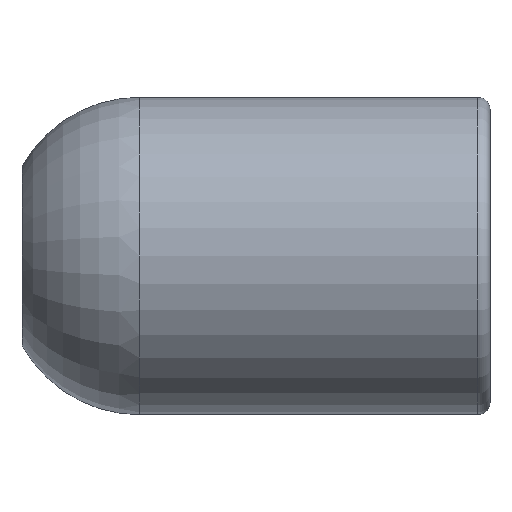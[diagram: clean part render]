
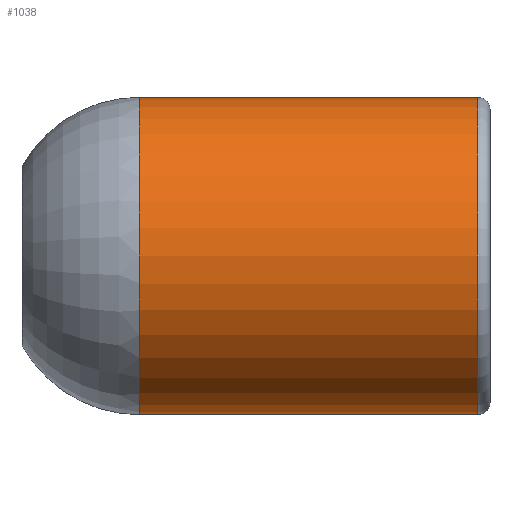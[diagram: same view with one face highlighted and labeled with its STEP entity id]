
A CAD part, left-side view. The second image highlights one B-rep face of the part: STEP entity #1038.
In plain terms, the highlighted cylindrical face has radius 9.906 mm (diameter 19.812 mm), a partial arc.
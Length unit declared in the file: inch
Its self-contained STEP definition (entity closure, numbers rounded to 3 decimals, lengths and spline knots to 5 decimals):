
#1 = AXIS2_PLACEMENT_3D ( 'NONE', #607, #1428, #2229 ) ;
#167 = CARTESIAN_POINT ( 'NONE',  ( 0., -1.12, -0.39 ) ) ;
#220 = DIRECTION ( 'NONE',  ( 0., 1., 0. ) ) ;
#280 = DIRECTION ( 'NONE',  ( 0., 1., 0. ) ) ;
#418 = FACE_OUTER_BOUND ( 'NONE', #613, .T. ) ;
#437 = CARTESIAN_POINT ( 'NONE',  ( 0., -1.12, 0.39 ) ) ;
#449 = DIRECTION ( 'NONE',  ( 0., 1., 0. ) ) ;
#607 = CARTESIAN_POINT ( 'NONE',  ( 0., -1.12, 0. ) ) ;
#613 = EDGE_LOOP ( 'NONE', ( #1443, #791, #2601, #798 ) ) ;
#791 = ORIENTED_EDGE ( 'NONE', *, *, #1424, .T. ) ;
#798 = ORIENTED_EDGE ( 'NONE', *, *, #819, .F. ) ;
#819 = EDGE_CURVE ( 'NONE', #2276, #2610, #2598, .T. ) ;
#954 = CARTESIAN_POINT ( 'NONE',  ( 0., -0.28862, 0. ) ) ;
#987 = CARTESIAN_POINT ( 'NONE',  ( 0., -0.28862, -0.39 ) ) ;
#1038 = ADVANCED_FACE ( 'NONE', ( #418 ), #1239, .T. ) ;
#1039 = DIRECTION ( 'NONE',  ( 0., 0., 1. ) ) ;
#1076 = EDGE_CURVE ( 'NONE', #1927, #2610, #1470, .T. ) ;
#1079 = VECTOR ( 'NONE', #449, 39.37008 ) ;
#1160 = CIRCLE ( 'NONE', #1, 0.39 ) ;
#1239 = CYLINDRICAL_SURFACE ( 'NONE', #2562, 0.39 ) ;
#1289 = CARTESIAN_POINT ( 'NONE',  ( 0., -0.28862, 0.39 ) ) ;
#1299 = LINE ( 'NONE', #2099, #1315 ) ;
#1315 = VECTOR ( 'NONE', #280, 39.37008 ) ;
#1424 = EDGE_CURVE ( 'NONE', #2250, #1927, #1160, .T. ) ;
#1428 = DIRECTION ( 'NONE',  ( 0., 1., 0. ) ) ;
#1443 = ORIENTED_EDGE ( 'NONE', *, *, #2423, .F. ) ;
#1459 = AXIS2_PLACEMENT_3D ( 'NONE', #954, #1769, #2578 ) ;
#1470 = LINE ( 'NONE', #2270, #1079 ) ;
#1769 = DIRECTION ( 'NONE',  ( 0., 1., 0. ) ) ;
#1927 = VERTEX_POINT ( 'NONE', #437 ) ;
#2038 = CARTESIAN_POINT ( 'NONE',  ( 0., -1.29873, 0. ) ) ;
#2099 = CARTESIAN_POINT ( 'NONE',  ( 0., -1.29873, -0.39 ) ) ;
#2229 = DIRECTION ( 'NONE',  ( 0., 0., 1. ) ) ;
#2250 = VERTEX_POINT ( 'NONE', #167 ) ;
#2270 = CARTESIAN_POINT ( 'NONE',  ( 0., -1.29873, 0.39 ) ) ;
#2276 = VERTEX_POINT ( 'NONE', #987 ) ;
#2423 = EDGE_CURVE ( 'NONE', #2250, #2276, #1299, .T. ) ;
#2562 = AXIS2_PLACEMENT_3D ( 'NONE', #2038, #220, #1039 ) ;
#2578 = DIRECTION ( 'NONE',  ( 0., 0., 1. ) ) ;
#2598 = CIRCLE ( 'NONE', #1459, 0.39 ) ;
#2601 = ORIENTED_EDGE ( 'NONE', *, *, #1076, .T. ) ;
#2610 = VERTEX_POINT ( 'NONE', #1289 ) ;
